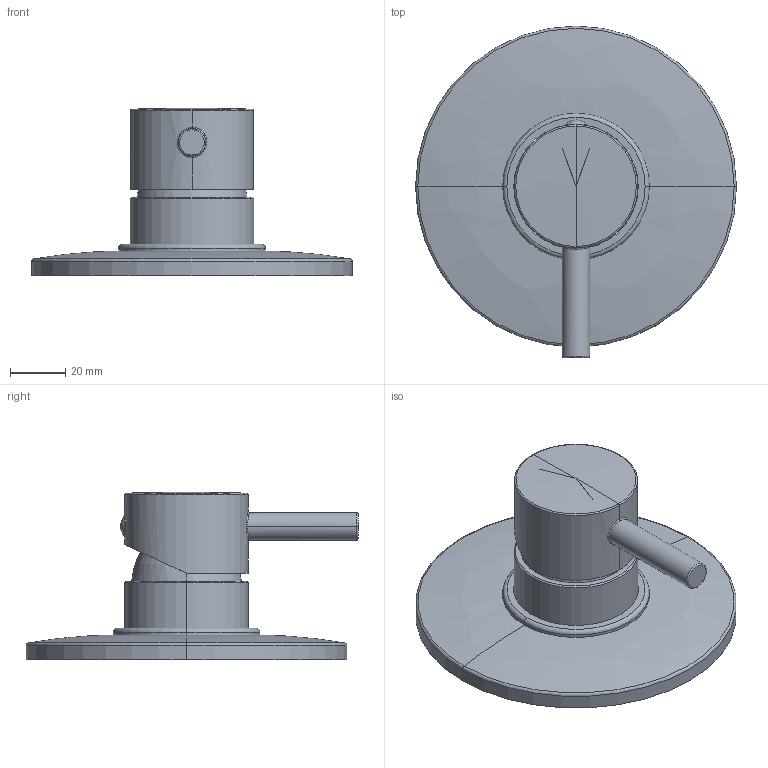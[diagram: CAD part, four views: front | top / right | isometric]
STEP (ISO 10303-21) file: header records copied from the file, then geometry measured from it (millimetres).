
FILE_DESCRIPTION((''),'2;1');
FILE_NAME('BI010CR','2021-11-03T14:55:21',('ut3'),('PAFFONI SpA'),'CREO PARAMETRIC BY PTC INC, 2020044','CREO PARAMETRIC BY PTC INC, 2020044','');
FILE_SCHEMA(('CONFIG_CONTROL_DESIGN','SHAPE_APPEARANCE_LAYERS_GROUPS'));
Length unit declared in the file: millimetre
Products named in the file (1): BI010CR
Bounding box: 116 x 120 x 60.69 mm (x, y, z)
Volume: 60162.6 mm3; surface area: 61929.4 mm2
Topology: 2 solids, 3 shells, 989 faces, 2661 edges, 1671 vertices
Faces by surface type: plane 577, cylinder 222, torus 92, cone 46, bspline 28, sphere 24
Entity records: 42059 total; most frequent: CARTESIAN_POINT 10689, ORIENTED_EDGE 5298, DIRECTION 4895, EDGE_CURVE 2649, AXIS2_PLACEMENT_3D 1704, VERTEX_POINT 1671, VECTOR 1487, LINE 1487
